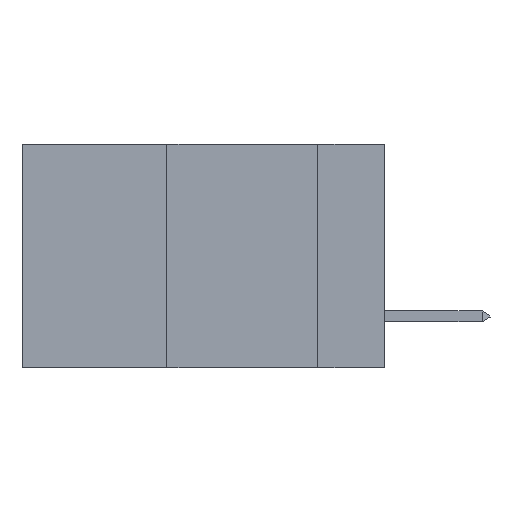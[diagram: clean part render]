
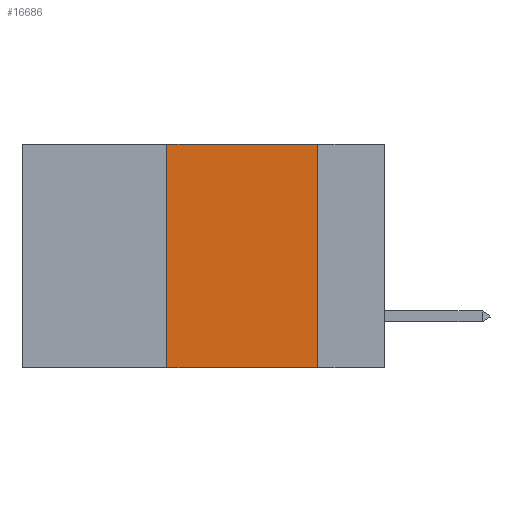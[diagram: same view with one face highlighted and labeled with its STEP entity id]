
A CAD part, left-side view. The second image highlights one B-rep face of the part: STEP entity #16686.
In plain terms, the highlighted planar face has unit normal (-1, 0, 0).
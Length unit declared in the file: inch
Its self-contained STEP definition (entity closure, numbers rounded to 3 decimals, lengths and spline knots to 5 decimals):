
#440 = VECTOR ( 'NONE', #2401, 39.37008 ) ;
#583 = CARTESIAN_POINT ( 'NONE',  ( 0., 0.11, 0. ) ) ;
#922 = LINE ( 'NONE', #13774, #440 ) ;
#1529 = LINE ( 'NONE', #15256, #3683 ) ;
#1598 = VERTEX_POINT ( 'NONE', #583 ) ;
#2207 = ORIENTED_EDGE ( 'NONE', *, *, #9449, .F. ) ;
#2401 = DIRECTION ( 'NONE',  ( 0., 0., -1. ) ) ;
#2913 = CARTESIAN_POINT ( 'NONE',  ( 0., 0.36, 0. ) ) ;
#3225 = EDGE_CURVE ( 'NONE', #12050, #1598, #16731, .T. ) ;
#3683 = VECTOR ( 'NONE', #8515, 39.37008 ) ;
#4100 = CARTESIAN_POINT ( 'NONE',  ( 0., 0.6, 0. ) ) ;
#4373 = ORIENTED_EDGE ( 'NONE', *, *, #3225, .F. ) ;
#4729 = CARTESIAN_POINT ( 'NONE',  ( 0., 0.36, -0.37 ) ) ;
#5131 = EDGE_CURVE ( 'NONE', #1598, #10959, #922, .T. ) ;
#5846 = VECTOR ( 'NONE', #12569, 39.37008 ) ;
#5891 = CARTESIAN_POINT ( 'NONE',  ( 0., 0.36, 0. ) ) ;
#6220 = ORIENTED_EDGE ( 'NONE', *, *, #11165, .T. ) ;
#6301 = FACE_OUTER_BOUND ( 'NONE', #14462, .T. ) ;
#7393 = VERTEX_POINT ( 'NONE', #4729 ) ;
#7750 = LINE ( 'NONE', #5891, #14571 ) ;
#8515 = DIRECTION ( 'NONE',  ( 0., -1., 0. ) ) ;
#9393 = AXIS2_PLACEMENT_3D ( 'NONE', #13647, #17595, #9650 ) ;
#9449 = EDGE_CURVE ( 'NONE', #7393, #12050, #7750, .T. ) ;
#9650 = DIRECTION ( 'NONE',  ( 0., 0., -1. ) ) ;
#10629 = ORIENTED_EDGE ( 'NONE', *, *, #5131, .F. ) ;
#10959 = VERTEX_POINT ( 'NONE', #15997 ) ;
#11165 = EDGE_CURVE ( 'NONE', #7393, #10959, #1529, .T. ) ;
#11543 = DIRECTION ( 'NONE',  ( 0., 0., 1. ) ) ;
#12050 = VERTEX_POINT ( 'NONE', #2913 ) ;
#12325 = PLANE ( 'NONE',  #9393 ) ;
#12569 = DIRECTION ( 'NONE',  ( 0., -1., 0. ) ) ;
#13647 = CARTESIAN_POINT ( 'NONE',  ( 0., 0.6, 0. ) ) ;
#13774 = CARTESIAN_POINT ( 'NONE',  ( 0., 0.11, 0. ) ) ;
#14462 = EDGE_LOOP ( 'NONE', ( #10629, #4373, #2207, #6220 ) ) ;
#14571 = VECTOR ( 'NONE', #11543, 39.37008 ) ;
#15256 = CARTESIAN_POINT ( 'NONE',  ( 0., 0.6, -0.37 ) ) ;
#15997 = CARTESIAN_POINT ( 'NONE',  ( 0., 0.11, -0.37 ) ) ;
#16686 = ADVANCED_FACE ( 'NONE', ( #6301 ), #12325, .F. ) ;
#16731 = LINE ( 'NONE', #4100, #5846 ) ;
#17595 = DIRECTION ( 'NONE',  ( 1., 0., 0. ) ) ;
